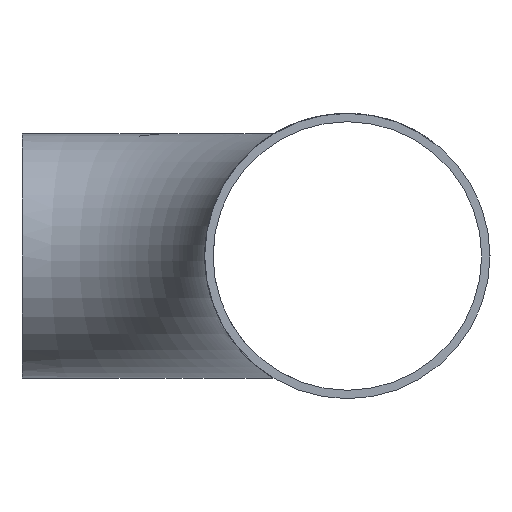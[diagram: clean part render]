
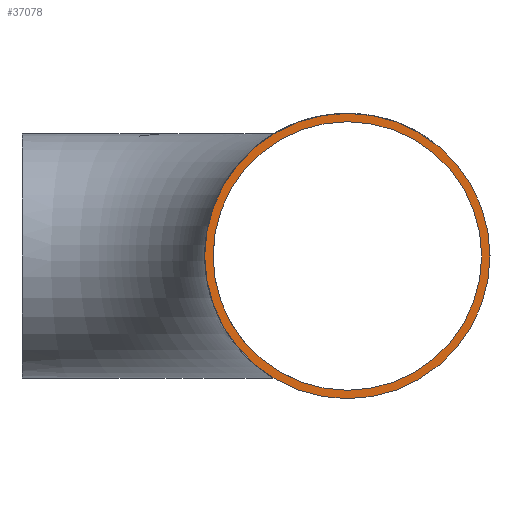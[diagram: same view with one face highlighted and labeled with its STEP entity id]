
A CAD part, left-side view. The second image highlights one B-rep face of the part: STEP entity #37078.
In plain terms, the highlighted planar face has unit normal (-1, 0, 0).
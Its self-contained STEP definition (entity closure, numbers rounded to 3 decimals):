
#1631 = ORIENTED_EDGE ( 'NONE', *, *, #7838, .F. ) ;
#5039 = CARTESIAN_POINT ( 'NONE',  ( -115., -101.39, 0. ) ) ;
#6319 = EDGE_LOOP ( 'NONE', ( #15687 ) ) ;
#7498 = FACE_BOUND ( 'NONE', #6319, .T. ) ;
#7838 = EDGE_CURVE ( 'NONE', #34015, #34015, #26348, .T. ) ;
#7839 = CIRCLE ( 'NONE', #25341, 41.85 ) ;
#11006 = VERTEX_POINT ( 'NONE', #25556 ) ;
#15687 = ORIENTED_EDGE ( 'NONE', *, *, #34147, .T. ) ;
#16389 = AXIS2_PLACEMENT_3D ( 'NONE', #5039, #30713, #28084 ) ;
#16581 = PLANE ( 'NONE',  #16389 ) ;
#16764 = EDGE_LOOP ( 'NONE', ( #1631 ) ) ;
#19197 = DIRECTION ( 'NONE',  ( 1., 0., 0. ) ) ;
#19572 = CARTESIAN_POINT ( 'NONE',  ( -115., -101.39, 0. ) ) ;
#23808 = DIRECTION ( 'NONE',  ( 0., 0., -1. ) ) ;
#24364 = DIRECTION ( 'NONE',  ( 1., 0., 0. ) ) ;
#25341 = AXIS2_PLACEMENT_3D ( 'NONE', #30001, #24364, #23808 ) ;
#25556 = CARTESIAN_POINT ( 'NONE',  ( -115., -101.39, -41.85 ) ) ;
#26348 = CIRCLE ( 'NONE', #31143, 44.45 ) ;
#28084 = DIRECTION ( 'NONE',  ( 0., 0., -1. ) ) ;
#30001 = CARTESIAN_POINT ( 'NONE',  ( -115., -101.39, 0. ) ) ;
#30713 = DIRECTION ( 'NONE',  ( 1., 0., 0. ) ) ;
#31143 = AXIS2_PLACEMENT_3D ( 'NONE', #19572, #19197, #33709 ) ;
#31552 = CARTESIAN_POINT ( 'NONE',  ( -115., -101.39, -44.45 ) ) ;
#33709 = DIRECTION ( 'NONE',  ( 0., 0., -1. ) ) ;
#34015 = VERTEX_POINT ( 'NONE', #31552 ) ;
#34147 = EDGE_CURVE ( 'NONE', #11006, #11006, #7839, .T. ) ;
#36384 = FACE_OUTER_BOUND ( 'NONE', #16764, .T. ) ;
#37078 = ADVANCED_FACE ( 'NONE', ( #7498, #36384 ), #16581, .F. ) ;
